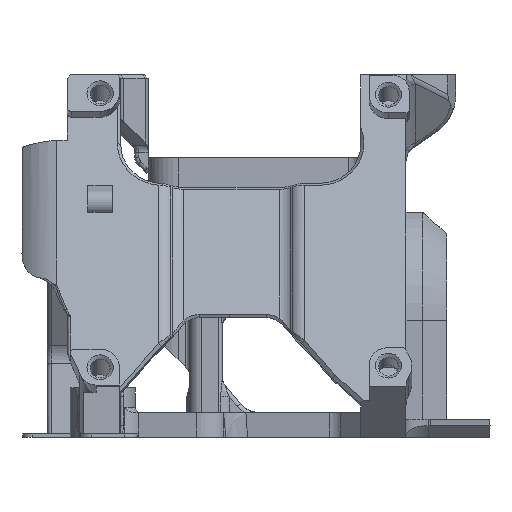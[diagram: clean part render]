
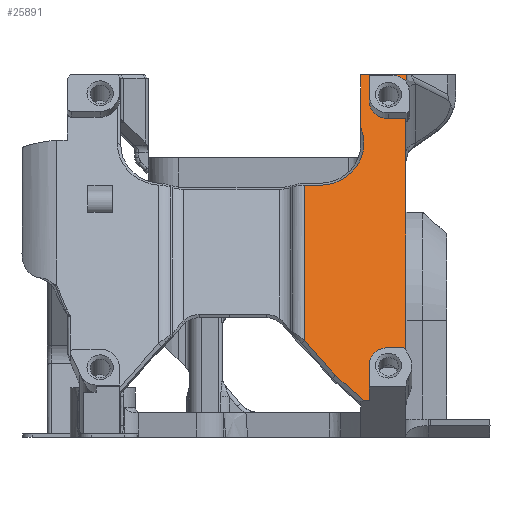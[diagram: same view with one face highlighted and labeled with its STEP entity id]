
A CAD part, left-side view. The second image highlights one B-rep face of the part: STEP entity #25891.
In plain terms, the highlighted planar face has unit normal (-0.94, 0, 0.342).
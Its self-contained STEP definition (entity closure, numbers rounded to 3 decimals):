
#1487=CIRCLE('',#27767,0.5);
#1490=CIRCLE('',#27772,2.35);
#1491=CIRCLE('',#27774,2.);
#1492=CIRCLE('',#27778,2.35);
#1504=CIRCLE('',#27814,2.536);
#1648=CIRCLE('',#28159,5.4);
#3077=B_SPLINE_CURVE_WITH_KNOTS('',3,(#49885,#49886,#49887,#49888),
 .UNSPECIFIED.,.F.,.F.,(4,4),(0.,0.001),
 .UNSPECIFIED.);
#8710=ORIENTED_EDGE('',*,*,#14124,.F.);
#8711=ORIENTED_EDGE('',*,*,#14125,.T.);
#8712=ORIENTED_EDGE('',*,*,#14126,.F.);
#8713=ORIENTED_EDGE('',*,*,#13500,.T.);
#8714=ORIENTED_EDGE('',*,*,#13490,.T.);
#8715=ORIENTED_EDGE('',*,*,#13485,.F.);
#8716=ORIENTED_EDGE('',*,*,#13481,.T.);
#8717=ORIENTED_EDGE('',*,*,#13541,.F.);
#8718=ORIENTED_EDGE('',*,*,#11832,.F.);
#8719=ORIENTED_EDGE('',*,*,#13499,.F.);
#8720=ORIENTED_EDGE('',*,*,#13497,.T.);
#8721=ORIENTED_EDGE('',*,*,#13495,.T.);
#8722=ORIENTED_EDGE('',*,*,#13494,.T.);
#8723=ORIENTED_EDGE('',*,*,#13491,.T.);
#8724=ORIENTED_EDGE('',*,*,#11827,.T.);
#8725=ORIENTED_EDGE('',*,*,#14127,.T.);
#8726=ORIENTED_EDGE('',*,*,#14105,.F.);
#8727=ORIENTED_EDGE('',*,*,#14128,.T.);
#8728=ORIENTED_EDGE('',*,*,#14110,.T.);
#8729=ORIENTED_EDGE('',*,*,#14129,.F.);
#8730=ORIENTED_EDGE('',*,*,#13619,.F.);
#11827=EDGE_CURVE('',#15529,#15528,#17917,.T.);
#11832=EDGE_CURVE('',#15533,#15534,#17921,.T.);
#13481=EDGE_CURVE('',#16647,#16648,#1487,.T.);
#13485=EDGE_CURVE('',#16647,#16651,#18516,.T.);
#13490=EDGE_CURVE('',#16653,#16651,#1490,.T.);
#13491=EDGE_CURVE('',#16655,#15529,#1491,.T.);
#13494=EDGE_CURVE('',#16656,#16655,#18522,.T.);
#13495=EDGE_CURVE('',#16657,#16656,#18523,.T.);
#13497=EDGE_CURVE('',#16658,#16657,#1492,.T.);
#13499=EDGE_CURVE('',#16658,#15533,#18526,.T.);
#13500=EDGE_CURVE('',#16659,#16653,#18527,.T.);
#13541=EDGE_CURVE('',#15534,#16648,#1504,.T.);
#13619=EDGE_CURVE('',#16646,#16723,#18589,.T.);
#14105=EDGE_CURVE('',#17008,#17009,#18790,.T.);
#14110=EDGE_CURVE('',#17014,#17013,#1648,.T.);
#14124=EDGE_CURVE('',#17024,#16646,#18804,.T.);
#14125=EDGE_CURVE('',#17024,#17025,#18805,.T.);
#14126=EDGE_CURVE('',#16659,#17025,#18806,.T.);
#14127=EDGE_CURVE('',#15528,#17009,#3077,.T.);
#14128=EDGE_CURVE('',#17008,#17014,#18807,.T.);
#14129=EDGE_CURVE('',#16723,#17013,#18808,.T.);
#15528=VERTEX_POINT('',#37728);
#15529=VERTEX_POINT('',#37730);
#15533=VERTEX_POINT('',#37743);
#15534=VERTEX_POINT('',#37745);
#16646=VERTEX_POINT('',#46952);
#16647=VERTEX_POINT('',#46970);
#16648=VERTEX_POINT('',#46971);
#16651=VERTEX_POINT('',#46979);
#16653=VERTEX_POINT('',#46985);
#16655=VERTEX_POINT('',#46991);
#16656=VERTEX_POINT('',#46995);
#16657=VERTEX_POINT('',#46999);
#16658=VERTEX_POINT('',#47003);
#16659=VERTEX_POINT('',#47009);
#16723=VERTEX_POINT('',#47317);
#17008=VERTEX_POINT('',#49834);
#17009=VERTEX_POINT('',#49836);
#17013=VERTEX_POINT('',#49848);
#17014=VERTEX_POINT('',#49850);
#17024=VERTEX_POINT('',#49879);
#17025=VERTEX_POINT('',#49883);
#17917=LINE('',#37729,#19611);
#17921=LINE('',#37744,#19615);
#18516=LINE('',#46978,#20210);
#18522=LINE('',#46996,#20216);
#18523=LINE('',#46998,#20217);
#18526=LINE('',#47006,#20220);
#18527=LINE('',#47008,#20221);
#18589=LINE('',#47316,#20283);
#18790=LINE('',#49835,#20484);
#18804=LINE('',#49880,#20498);
#18805=LINE('',#49882,#20499);
#18806=LINE('',#49884,#20500);
#18807=LINE('',#49889,#20501);
#18808=LINE('',#49890,#20502);
#19611=VECTOR('',#29981,1000.);
#19615=VECTOR('',#29985,1000.);
#20210=VECTOR('',#32598,1000.);
#20216=VECTOR('',#32616,1000.);
#20217=VECTOR('',#32619,1000.);
#20220=VECTOR('',#32628,1000.);
#20221=VECTOR('',#32631,1000.);
#20283=VECTOR('',#32893,1000.);
#20484=VECTOR('',#33646,1000.);
#20498=VECTOR('',#33674,1000.);
#20499=VECTOR('',#33677,1000.);
#20500=VECTOR('',#33678,1000.);
#20501=VECTOR('',#33679,1000.);
#20502=VECTOR('',#33680,1000.);
#22194=EDGE_LOOP('',(#8710,#8711,#8712,#8713,#8714,#8715,#8716,#8717,#8718,
#8719,#8720,#8721,#8722,#8723,#8724,#8725,#8726,#8727,#8728,#8729,#8730));
#23830=FACE_BOUND('',#22194,.T.);
#24613=PLANE('',#28164);
#25891=ADVANCED_FACE('',(#23830),#24613,.T.);
#27767=AXIS2_PLACEMENT_3D('',#46969,#32590,#32591);
#27772=AXIS2_PLACEMENT_3D('',#46988,#32606,#32607);
#27774=AXIS2_PLACEMENT_3D('',#46990,#32610,#32611);
#27778=AXIS2_PLACEMENT_3D('',#47002,#32623,#32624);
#27814=AXIS2_PLACEMENT_3D('',#47094,#32721,#32722);
#28159=AXIS2_PLACEMENT_3D('',#49849,#33653,#33654);
#28164=AXIS2_PLACEMENT_3D('',#49881,#33675,#33676);
#29981=DIRECTION('',(0.342,0.,0.94));
#29985=DIRECTION('',(-0.342,0.,-0.94));
#32590=DIRECTION('',(0.94,0.,-0.342));
#32591=DIRECTION('',(0.342,0.,0.94));
#32598=DIRECTION('',(0.,1.,0.));
#32606=DIRECTION('',(0.94,0.,-0.342));
#32607=DIRECTION('',(0.342,0.,0.94));
#32610=DIRECTION('',(0.94,0.,-0.342));
#32611=DIRECTION('',(0.342,0.,0.94));
#32616=DIRECTION('',(0.,-1.,0.));
#32619=DIRECTION('',(0.342,0.,0.94));
#32623=DIRECTION('',(0.94,0.,-0.342));
#32624=DIRECTION('',(0.342,0.,0.94));
#32628=DIRECTION('',(0.,-1.,0.));
#32631=DIRECTION('',(0.342,0.,0.94));
#32721=DIRECTION('',(0.94,0.,-0.342));
#32722=DIRECTION('',(0.342,0.,0.94));
#32893=DIRECTION('',(0.342,0.,0.94));
#33646=DIRECTION('',(0.,-1.,0.));
#33653=DIRECTION('',(0.94,0.,-0.342));
#33654=DIRECTION('',(0.342,0.,0.94));
#33674=DIRECTION('',(0.262,0.643,0.72));
#33675=DIRECTION('',(-0.94,0.,0.342));
#33676=DIRECTION('',(-0.342,0.,-0.94));
#33677=DIRECTION('',(-0.236,-0.725,-0.648));
#33678=DIRECTION('',(0.,1.,0.));
#33679=DIRECTION('',(-0.342,0.,-0.94));
#33680=DIRECTION('',(0.,-1.,0.));
#37728=CARTESIAN_POINT('',(-130.221,6.5,43.264));
#37729=CARTESIAN_POINT('',(-143.233,6.5,7.513));
#37730=CARTESIAN_POINT('',(-130.522,6.5,42.438));
#37743=CARTESIAN_POINT('',(-131.895,6.5,38.664));
#37744=CARTESIAN_POINT('',(-136.618,6.5,25.688));
#37745=CARTESIAN_POINT('',(-142.392,6.5,9.826));
#46952=CARTESIAN_POINT('',(-141.708,18.828,11.704));
#46969=CARTESIAN_POINT('',(-142.43,7.,9.722));
#46970=CARTESIAN_POINT('',(-142.259,7.,10.192));
#46971=CARTESIAN_POINT('',(-142.361,6.543,9.912));
#46978=CARTESIAN_POINT('',(-142.259,6.125,10.192));
#46979=CARTESIAN_POINT('',(-142.259,8.625,10.192));
#46985=CARTESIAN_POINT('',(-143.062,10.975,7.983));
#46988=CARTESIAN_POINT('',(-143.062,8.625,7.983));
#46990=CARTESIAN_POINT('',(-130.921,8.125,41.342));
#46991=CARTESIAN_POINT('',(-130.237,8.125,43.222));
#46995=CARTESIAN_POINT('',(-130.237,10.975,43.222));
#46996=CARTESIAN_POINT('',(-130.237,6.125,43.222));
#46998=CARTESIAN_POINT('',(-123.64,10.975,61.346));
#46999=CARTESIAN_POINT('',(-131.092,10.975,40.873));
#47002=CARTESIAN_POINT('',(-131.092,8.625,40.873));
#47003=CARTESIAN_POINT('',(-131.895,8.625,38.664));
#47006=CARTESIAN_POINT('',(-131.895,6.125,38.664));
#47008=CARTESIAN_POINT('',(-123.64,10.975,61.346));
#47009=CARTESIAN_POINT('',(-144.33,10.975,4.501));
#47094=CARTESIAN_POINT('',(-142.01,4.223,10.875));
#47316=CARTESIAN_POINT('',(-143.25,18.828,7.468));
#47317=CARTESIAN_POINT('',(-134.836,18.828,30.585));
#49834=CARTESIAN_POINT('',(-129.953,12.,44.));
#49835=CARTESIAN_POINT('',(-129.953,4.696,44.));
#49836=CARTESIAN_POINT('',(-129.953,6.466,44.));
#49848=CARTESIAN_POINT('',(-134.836,17.,30.585));
#49849=CARTESIAN_POINT('',(-132.989,17.,35.659));
#49850=CARTESIAN_POINT('',(-132.292,12.,37.576));
#49879=CARTESIAN_POINT('',(-143.22,15.12,7.552));
#49880=CARTESIAN_POINT('',(-140.731,21.225,14.388));
#49881=CARTESIAN_POINT('',(-143.233,43.625,7.513));
#49882=CARTESIAN_POINT('',(-138.358,30.068,20.909));
#49883=CARTESIAN_POINT('',(-144.33,11.706,4.501));
#49884=CARTESIAN_POINT('',(-144.33,43.625,4.501));
#49885=CARTESIAN_POINT('',(-130.221,6.5,43.264));
#49886=CARTESIAN_POINT('',(-130.132,6.5,43.51));
#49887=CARTESIAN_POINT('',(-130.043,6.482,43.755));
#49888=CARTESIAN_POINT('',(-129.953,6.466,44.));
#49889=CARTESIAN_POINT('',(-143.233,12.,7.513));
#49890=CARTESIAN_POINT('',(-134.836,27.711,30.585));
